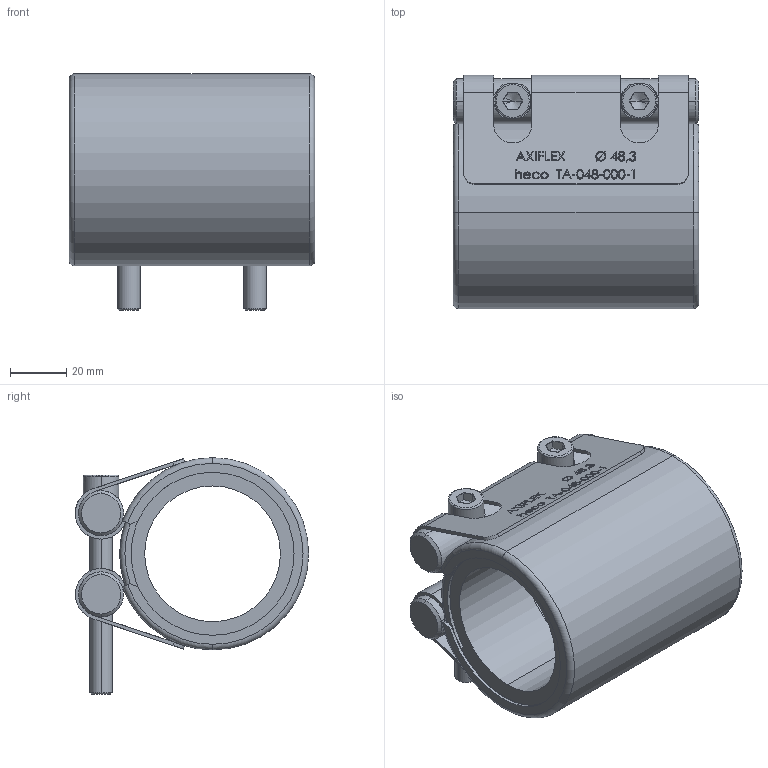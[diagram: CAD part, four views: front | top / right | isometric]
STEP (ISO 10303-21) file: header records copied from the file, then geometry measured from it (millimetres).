
FILE_DESCRIPTION (( 'STEP AP214' ), '1' );
FILE_NAME ('Axiflex Ø48,3 heco 1710.STEP', '2017-10-09T07:11:59', ( '' ), ( '' ), 'SwSTEP 2.0', 'SolidWorks 2016', '' );
FILE_SCHEMA (( 'AUTOMOTIVE_DESIGN' ));
Length unit declared in the file: millimetre
Products named in the file (1): Axiflex Ø48,3 heco 1710
Bounding box: 87.4 x 83.04 x 84.2 mm (x, y, z)
Volume: 192694 mm3; surface area: 89990.4 mm2
Topology: 1 solids, 1 shells, 604 faces, 1606 edges, 1036 vertices
Faces by surface type: plane 289, bspline 170, cylinder 87, cone 34, torus 24
Entity records: 33450 total; most frequent: CARTESIAN_POINT 15793, ORIENTED_EDGE 3204, DIRECTION 2322, EDGE_CURVE 1602, VERTEX_POINT 1036, LINE 952, VECTOR 952, AXIS2_PLACEMENT_3D 685
